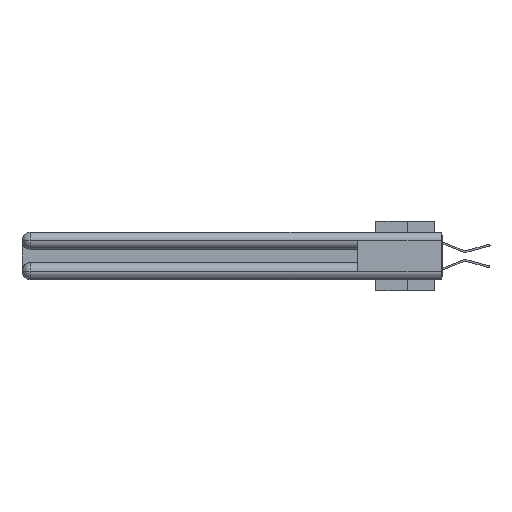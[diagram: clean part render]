
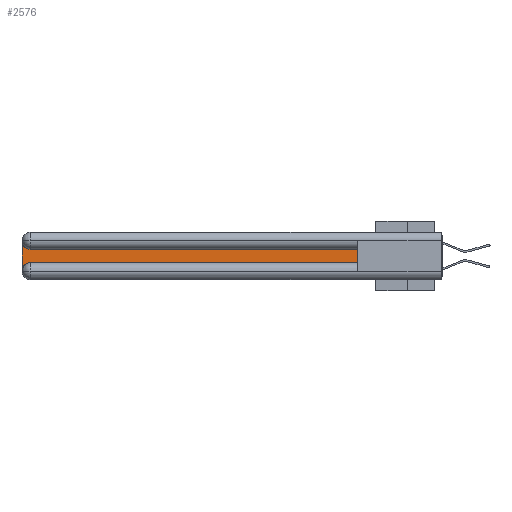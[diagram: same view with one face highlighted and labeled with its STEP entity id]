
A CAD part, left-side view. The second image highlights one B-rep face of the part: STEP entity #2576.
In plain terms, the highlighted planar face has unit normal (-1, 0, 0).
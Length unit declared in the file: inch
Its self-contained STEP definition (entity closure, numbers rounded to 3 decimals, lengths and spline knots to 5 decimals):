
#194 = DIRECTION ( 'NONE',  ( 0., 0., -1. ) ) ;
#2523 = EDGE_CURVE ( 'NONE', #15072, #13887, #2878, .T. ) ;
#2576 = ADVANCED_FACE ( 'NONE', ( #16572 ), #24282, .F. ) ;
#2878 = CIRCLE ( 'NONE', #3469, 0.06 ) ;
#3469 = AXIS2_PLACEMENT_3D ( 'NONE', #29731, #11475, #16917 ) ;
#4652 = VERTEX_POINT ( 'NONE', #7742 ) ;
#6502 = DIRECTION ( 'NONE',  ( 0., 1., 0. ) ) ;
#6535 = CARTESIAN_POINT ( 'NONE',  ( 0.075, 0.6, -0.2175 ) ) ;
#7742 = CARTESIAN_POINT ( 'NONE',  ( 0.075, 3., -0.0625 ) ) ;
#7836 = EDGE_CURVE ( 'NONE', #4652, #15072, #10581, .T. ) ;
#8587 = EDGE_CURVE ( 'NONE', #25649, #18382, #18350, .T. ) ;
#9354 = LINE ( 'NONE', #6535, #20688 ) ;
#9803 = ORIENTED_EDGE ( 'NONE', *, *, #8587, .T. ) ;
#10543 = CARTESIAN_POINT ( 'NONE',  ( 0.075, 2.94, -0.2175 ) ) ;
#10581 = LINE ( 'NONE', #18302, #33876 ) ;
#11126 = DIRECTION ( 'NONE',  ( 1., 0., 0. ) ) ;
#11475 = DIRECTION ( 'NONE',  ( 1., 0., 0. ) ) ;
#12523 = VERTEX_POINT ( 'NONE', #31697 ) ;
#12646 = CARTESIAN_POINT ( 'NONE',  ( 0.075, 0.6, -0.2175 ) ) ;
#13887 = VERTEX_POINT ( 'NONE', #10543 ) ;
#14239 = CARTESIAN_POINT ( 'NONE',  ( 0.075, 2.94, -0.0625 ) ) ;
#15072 = VERTEX_POINT ( 'NONE', #33582 ) ;
#16374 = CARTESIAN_POINT ( 'NONE',  ( 0.075, 0.6, -0.1225 ) ) ;
#16572 = FACE_OUTER_BOUND ( 'NONE', #23676, .T. ) ;
#16917 = DIRECTION ( 'NONE',  ( 0., 0., -1. ) ) ;
#17945 = AXIS2_PLACEMENT_3D ( 'NONE', #14239, #19662, #19306 ) ;
#18302 = CARTESIAN_POINT ( 'NONE',  ( 0.075, 3., -0.2175 ) ) ;
#18350 = LINE ( 'NONE', #20994, #20999 ) ;
#18382 = VERTEX_POINT ( 'NONE', #16374 ) ;
#19306 = DIRECTION ( 'NONE',  ( 0., 0., -1. ) ) ;
#19354 = CARTESIAN_POINT ( 'NONE',  ( 0.075, 3., -0.1225 ) ) ;
#19599 = ORIENTED_EDGE ( 'NONE', *, *, #32666, .T. ) ;
#19662 = DIRECTION ( 'NONE',  ( 1., 0., 0. ) ) ;
#19848 = LINE ( 'NONE', #25460, #33160 ) ;
#20118 = ORIENTED_EDGE ( 'NONE', *, *, #25443, .T. ) ;
#20688 = VECTOR ( 'NONE', #22342, 39.37008 ) ;
#20994 = CARTESIAN_POINT ( 'NONE',  ( 0.075, 0.6, -0.2175 ) ) ;
#20999 = VECTOR ( 'NONE', #31019, 39.37008 ) ;
#22342 = DIRECTION ( 'NONE',  ( 0., -1., 0. ) ) ;
#23676 = EDGE_LOOP ( 'NONE', ( #20118, #19599, #26202, #34271, #34613, #9803 ) ) ;
#24098 = CIRCLE ( 'NONE', #17945, 0.06 ) ;
#24252 = DIRECTION ( 'NONE',  ( 0., 0., -1. ) ) ;
#24282 = PLANE ( 'NONE',  #24509 ) ;
#24509 = AXIS2_PLACEMENT_3D ( 'NONE', #19354, #11126, #194 ) ;
#25443 = EDGE_CURVE ( 'NONE', #18382, #12523, #19848, .T. ) ;
#25460 = CARTESIAN_POINT ( 'NONE',  ( 0.075, 0.6, -0.1225 ) ) ;
#25649 = VERTEX_POINT ( 'NONE', #12646 ) ;
#26202 = ORIENTED_EDGE ( 'NONE', *, *, #7836, .T. ) ;
#29731 = CARTESIAN_POINT ( 'NONE',  ( 0.075, 2.94, -0.2775 ) ) ;
#30909 = EDGE_CURVE ( 'NONE', #13887, #25649, #9354, .T. ) ;
#31019 = DIRECTION ( 'NONE',  ( 0., 0., 1. ) ) ;
#31697 = CARTESIAN_POINT ( 'NONE',  ( 0.075, 2.94, -0.1225 ) ) ;
#32666 = EDGE_CURVE ( 'NONE', #12523, #4652, #24098, .T. ) ;
#33160 = VECTOR ( 'NONE', #6502, 39.37008 ) ;
#33582 = CARTESIAN_POINT ( 'NONE',  ( 0.075, 3., -0.2775 ) ) ;
#33876 = VECTOR ( 'NONE', #24252, 39.37008 ) ;
#34271 = ORIENTED_EDGE ( 'NONE', *, *, #2523, .T. ) ;
#34613 = ORIENTED_EDGE ( 'NONE', *, *, #30909, .T. ) ;
